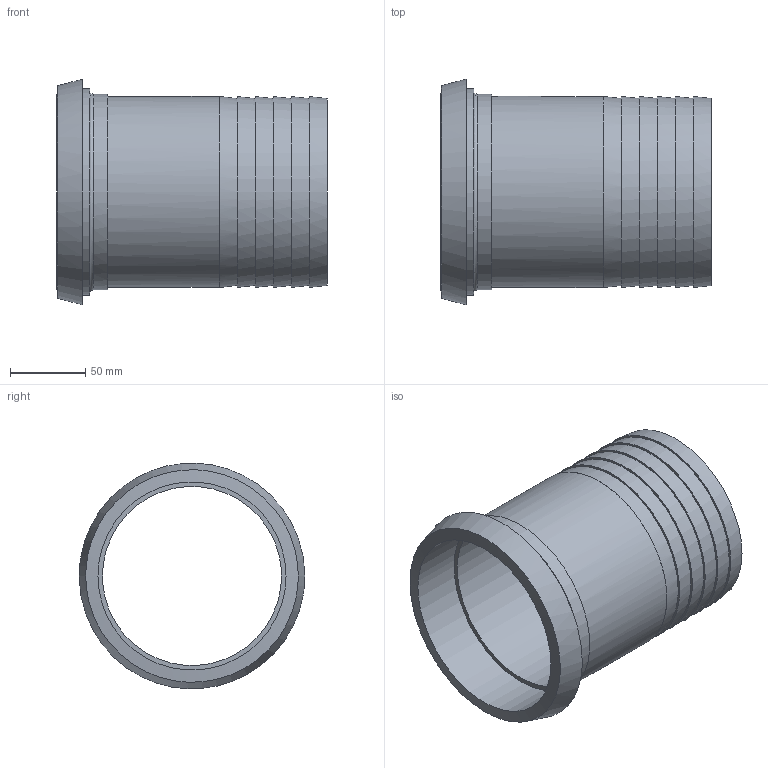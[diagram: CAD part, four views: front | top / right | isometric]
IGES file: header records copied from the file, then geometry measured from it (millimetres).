
Global section: file name: 26040125000; native system: Autodesk Inventor 2015; preprocessor: unknown; author: Struska Martin; date: 20160308.114732; units: millimetre
Bounding box: 180 x 150 x 149.85 mm (x, y, z)
Volume: 304121.9 mm3; surface area: 153683 mm2
Topology: 1 solids, 1 shells, 25 faces, 64 edges, 50 vertices
Faces by surface type: bspline 25
